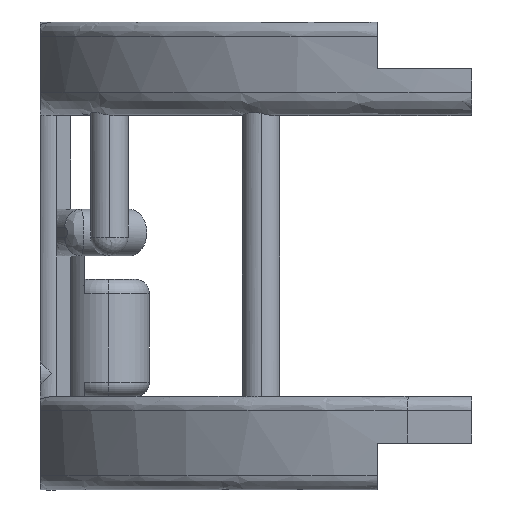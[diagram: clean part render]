
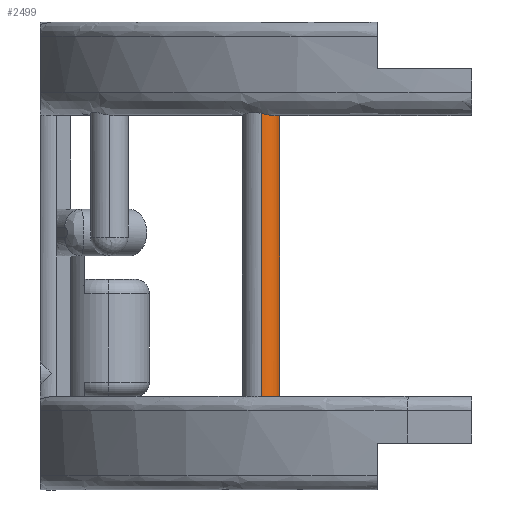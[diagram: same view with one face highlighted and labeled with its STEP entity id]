
A CAD part, left-side view. The second image highlights one B-rep face of the part: STEP entity #2499.
In plain terms, the highlighted cylindrical face has radius 4 mm (diameter 8 mm), a partial arc.
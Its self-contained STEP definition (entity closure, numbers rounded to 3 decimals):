
#8 = CARTESIAN_POINT ( 'NONE',  ( -65.417, 41.006, 0.02 ) ) ;
#100 = CARTESIAN_POINT ( 'NONE',  ( -61.869, 44.068, 0.614 ) ) ;
#176 = DIRECTION ( 'NONE',  ( 0., 0., -1. ) ) ;
#279 = CARTESIAN_POINT ( 'NONE',  ( -68.669, 42.253, 0. ) ) ;
#352 = VECTOR ( 'NONE', #8922, 1000. ) ;
#443 = EDGE_CURVE ( 'NONE', #7104, #5495, #2626, .T. ) ;
#463 = ORIENTED_EDGE ( 'NONE', *, *, #5161, .T. ) ;
#521 = AXIS2_PLACEMENT_3D ( 'NONE', #6711, #3133, #1103 ) ;
#652 = CARTESIAN_POINT ( 'NONE',  ( -69.751, 44.704, -60. ) ) ;
#694 = CARTESIAN_POINT ( 'NONE',  ( -69.39, 43.298, 0.116 ) ) ;
#709 = CARTESIAN_POINT ( 'NONE',  ( -63.877, 41.461, 0.303 ) ) ;
#768 = CARTESIAN_POINT ( 'NONE',  ( -65.971, 41.005, 0. ) ) ;
#811 = CIRCLE ( 'NONE', #2016, 4. ) ;
#823 = ORIENTED_EDGE ( 'NONE', *, *, #5223, .F. ) ;
#968 = DIRECTION ( 'NONE',  ( -1., 0., 0. ) ) ;
#1006 = B_SPLINE_CURVE_WITH_KNOTS ( 'NONE', 3,
 ( #2023, #7018, #9217, #9015, #6970, #9113, #2775, #7761, #7802, #7671, #8508, #4923, #9066, #4088, #8466, #5486, #2113, #3437, #4231, #6314 ),
 .UNSPECIFIED., .F., .F.,
 ( 4, 2, 2, 2, 2, 2, 2, 2, 2, 4 ),
 ( 0., 0.001, 0.002, 0.002, 0.003, 0.004, 0.004, 0.005, 0.006, 0.007 ),
 .UNSPECIFIED. ) ;
#1034 = DIRECTION ( 'NONE',  ( -1., 0., 0. ) ) ;
#1103 = DIRECTION ( 'NONE',  ( -1., 0., 0. ) ) ;
#1395 = AXIS2_PLACEMENT_3D ( 'NONE', #7395, #3861, #1034 ) ;
#1416 = CARTESIAN_POINT ( 'NONE',  ( -63.424, 41.743, 0.421 ) ) ;
#1450 = CARTESIAN_POINT ( 'NONE',  ( -69.644, 44.006, 0.264 ) ) ;
#1495 = CARTESIAN_POINT ( 'NONE',  ( -69.738, 44.498, 0.373 ) ) ;
#1559 = CARTESIAN_POINT ( 'NONE',  ( -64.884, 41.088, 0.088 ) ) ;
#1706 = CYLINDRICAL_SURFACE ( 'NONE', #1395, 4. ) ;
#1757 = B_SPLINE_CURVE_WITH_KNOTS ( 'NONE', 3,
 ( #5616, #4325, #7797, #652 ),
 .UNSPECIFIED., .F., .F.,
 ( 4, 4 ),
 ( 0.004, 0.004 ),
 .UNSPECIFIED. ) ;
#1825 = VERTEX_POINT ( 'NONE', #8477 ) ;
#2016 = AXIS2_PLACEMENT_3D ( 'NONE', #7988, #176, #968 ) ;
#2023 = CARTESIAN_POINT ( 'NONE',  ( -65.971, 41.005, -60. ) ) ;
#2110 = CARTESIAN_POINT ( 'NONE',  ( -69.762, 45., 0.479 ) ) ;
#2113 = CARTESIAN_POINT ( 'NONE',  ( -61.898, 43.931, -60.634 ) ) ;
#2123 = CARTESIAN_POINT ( 'NONE',  ( -61.788, 44.467, 0.557 ) ) ;
#2264 = CARTESIAN_POINT ( 'NONE',  ( -61.904, 43.934, 0.63 ) ) ;
#2323 = B_SPLINE_CURVE_WITH_KNOTS ( 'NONE', 3,
 ( #6309, #3531, #7893, #7757, #694, #5748, #1450, #1495, #4228, #2110 ),
 .UNSPECIFIED., .F., .F.,
 ( 4, 2, 2, 2, 4 ),
 ( 0., 0.001, 0.002, 0.002, 0.003 ),
 .UNSPECIFIED. ) ;
#2499 = ADVANCED_FACE ( 'NONE', ( #8789 ), #1706, .T. ) ;
#2626 = B_SPLINE_CURVE_WITH_KNOTS ( 'NONE', 3,
 ( #6504, #3770, #2123, #100, #2264, #5116, #2969, #4292, #6592, #5806, #3014, #5023, #1416, #709, #3585, #7955, #1559, #8, #2869, #8563 ),
 .UNSPECIFIED., .F., .F.,
 ( 4, 2, 2, 2, 2, 2, 2, 2, 2, 4 ),
 ( 0.003, 0.004, 0.004, 0.004, 0.005, 0.006, 0.007, 0.008, 0.009, 0.009 ),
 .UNSPECIFIED. ) ;
#2753 = EDGE_CURVE ( 'NONE', #3981, #1825, #1006, .T. ) ;
#2775 = CARTESIAN_POINT ( 'NONE',  ( -63.881, 41.459, -60.302 ) ) ;
#2869 = CARTESIAN_POINT ( 'NONE',  ( -65.695, 40.991, 0. ) ) ;
#2969 = CARTESIAN_POINT ( 'NONE',  ( -62.032, 43.547, 0.663 ) ) ;
#3014 = CARTESIAN_POINT ( 'NONE',  ( -62.817, 42.279, 0.578 ) ) ;
#3133 = DIRECTION ( 'NONE',  ( 0., 0., -1. ) ) ;
#3437 = CARTESIAN_POINT ( 'NONE',  ( -61.789, 44.461, -60.558 ) ) ;
#3508 = CARTESIAN_POINT ( 'NONE',  ( -69.751, 44.704, -60. ) ) ;
#3531 = CARTESIAN_POINT ( 'NONE',  ( -68.847, 42.441, 0. ) ) ;
#3579 = EDGE_LOOP ( 'NONE', ( #4747, #7501, #5792, #6917, #7229, #463, #823, #6540 ) ) ;
#3585 = CARTESIAN_POINT ( 'NONE',  ( -64.119, 41.343, 0.242 ) ) ;
#3740 = EDGE_CURVE ( 'NONE', #7104, #1825, #7435, .T. ) ;
#3770 = CARTESIAN_POINT ( 'NONE',  ( -61.762, 44.733, 0.507 ) ) ;
#3861 = DIRECTION ( 'NONE',  ( 0., 0., -1. ) ) ;
#3976 = VECTOR ( 'NONE', #8805, 1000. ) ;
#3981 = VERTEX_POINT ( 'NONE', #6394 ) ;
#4088 = CARTESIAN_POINT ( 'NONE',  ( -62.329, 42.928, -60.666 ) ) ;
#4228 = CARTESIAN_POINT ( 'NONE',  ( -69.762, 44.75, 0.429 ) ) ;
#4231 = CARTESIAN_POINT ( 'NONE',  ( -61.762, 44.731, -60.507 ) ) ;
#4292 = CARTESIAN_POINT ( 'NONE',  ( -62.193, 43.173, 0.675 ) ) ;
#4325 = CARTESIAN_POINT ( 'NONE',  ( -69.762, 44.902, -60.001 ) ) ;
#4747 = ORIENTED_EDGE ( 'NONE', *, *, #3740, .F. ) ;
#4923 = CARTESIAN_POINT ( 'NONE',  ( -62.649, 42.484, -60.613 ) ) ;
#5023 = CARTESIAN_POINT ( 'NONE',  ( -63.209, 41.908, 0.479 ) ) ;
#5116 = CARTESIAN_POINT ( 'NONE',  ( -61.985, 43.674, 0.655 ) ) ;
#5118 = CARTESIAN_POINT ( 'NONE',  ( -69.762, 45., 0.479 ) ) ;
#5157 = EDGE_CURVE ( 'NONE', #9187, #7169, #2323, .T. ) ;
#5161 = EDGE_CURVE ( 'NONE', #5323, #6496, #1757, .T. ) ;
#5223 = EDGE_CURVE ( 'NONE', #3981, #6496, #811, .T. ) ;
#5285 = CARTESIAN_POINT ( 'NONE',  ( -69.762, 45., -60.003 ) ) ;
#5323 = VERTEX_POINT ( 'NONE', #5285 ) ;
#5486 = CARTESIAN_POINT ( 'NONE',  ( -61.981, 43.665, -60.659 ) ) ;
#5495 = VERTEX_POINT ( 'NONE', #768 ) ;
#5616 = CARTESIAN_POINT ( 'NONE',  ( -69.762, 45., -60.003 ) ) ;
#5629 = CARTESIAN_POINT ( 'NONE',  ( -61.762, 45., 0.451 ) ) ;
#5748 = CARTESIAN_POINT ( 'NONE',  ( -69.575, 43.767, 0.21 ) ) ;
#5792 = ORIENTED_EDGE ( 'NONE', *, *, #7876, .T. ) ;
#5806 = CARTESIAN_POINT ( 'NONE',  ( -62.641, 42.483, 0.617 ) ) ;
#6309 = CARTESIAN_POINT ( 'NONE',  ( -68.669, 42.253, 0. ) ) ;
#6314 = CARTESIAN_POINT ( 'NONE',  ( -61.762, 45., -60.451 ) ) ;
#6394 = CARTESIAN_POINT ( 'NONE',  ( -65.971, 41.005, -60. ) ) ;
#6496 = VERTEX_POINT ( 'NONE', #3508 ) ;
#6504 = CARTESIAN_POINT ( 'NONE',  ( -61.762, 45., 0.451 ) ) ;
#6540 = ORIENTED_EDGE ( 'NONE', *, *, #2753, .T. ) ;
#6592 = CARTESIAN_POINT ( 'NONE',  ( -62.326, 42.933, 0.667 ) ) ;
#6711 = CARTESIAN_POINT ( 'NONE',  ( -65.762, 45., 0. ) ) ;
#6917 = ORIENTED_EDGE ( 'NONE', *, *, #5157, .T. ) ;
#6970 = CARTESIAN_POINT ( 'NONE',  ( -64.623, 41.156, -60.135 ) ) ;
#7018 = CARTESIAN_POINT ( 'NONE',  ( -65.695, 40.991, -60. ) ) ;
#7104 = VERTEX_POINT ( 'NONE', #5629 ) ;
#7169 = VERTEX_POINT ( 'NONE', #5118 ) ;
#7229 = ORIENTED_EDGE ( 'NONE', *, *, #8393, .T. ) ;
#7395 = CARTESIAN_POINT ( 'NONE',  ( -65.762, 45., 10. ) ) ;
#7435 = LINE ( 'NONE', #8828, #352 ) ;
#7501 = ORIENTED_EDGE ( 'NONE', *, *, #443, .T. ) ;
#7545 = CIRCLE ( 'NONE', #521, 4. ) ;
#7671 = CARTESIAN_POINT ( 'NONE',  ( -62.92, 42.182, -60.552 ) ) ;
#7757 = CARTESIAN_POINT ( 'NONE',  ( -69.274, 43.07, 0.074 ) ) ;
#7761 = CARTESIAN_POINT ( 'NONE',  ( -63.424, 41.743, -60.421 ) ) ;
#7797 = CARTESIAN_POINT ( 'NONE',  ( -69.758, 44.803, -60. ) ) ;
#7802 = CARTESIAN_POINT ( 'NONE',  ( -63.212, 41.906, -60.479 ) ) ;
#7876 = EDGE_CURVE ( 'NONE', #5495, #9187, #7545, .T. ) ;
#7893 = CARTESIAN_POINT ( 'NONE',  ( -69.003, 42.643, 0.017 ) ) ;
#7955 = CARTESIAN_POINT ( 'NONE',  ( -64.624, 41.156, 0.134 ) ) ;
#7988 = CARTESIAN_POINT ( 'NONE',  ( -65.762, 45., -60. ) ) ;
#8022 = CARTESIAN_POINT ( 'NONE',  ( -69.762, 45., 10. ) ) ;
#8393 = EDGE_CURVE ( 'NONE', #7169, #5323, #8848, .T. ) ;
#8466 = CARTESIAN_POINT ( 'NONE',  ( -62.197, 43.165, -60.675 ) ) ;
#8477 = CARTESIAN_POINT ( 'NONE',  ( -61.762, 45., -60.451 ) ) ;
#8508 = CARTESIAN_POINT ( 'NONE',  ( -62.827, 42.279, -60.574 ) ) ;
#8563 = CARTESIAN_POINT ( 'NONE',  ( -65.971, 41.005, 0. ) ) ;
#8789 = FACE_OUTER_BOUND ( 'NONE', #3579, .T. ) ;
#8805 = DIRECTION ( 'NONE',  ( 0., 0., -1. ) ) ;
#8828 = CARTESIAN_POINT ( 'NONE',  ( -61.762, 45., 10. ) ) ;
#8848 = LINE ( 'NONE', #8022, #3976 ) ;
#8922 = DIRECTION ( 'NONE',  ( 0., 0., -1. ) ) ;
#9015 = CARTESIAN_POINT ( 'NONE',  ( -64.889, 41.087, -60.087 ) ) ;
#9066 = CARTESIAN_POINT ( 'NONE',  ( -62.564, 42.593, -60.629 ) ) ;
#9113 = CARTESIAN_POINT ( 'NONE',  ( -64.121, 41.342, -60.242 ) ) ;
#9187 = VERTEX_POINT ( 'NONE', #279 ) ;
#9217 = CARTESIAN_POINT ( 'NONE',  ( -65.423, 41.005, -60.02 ) ) ;
